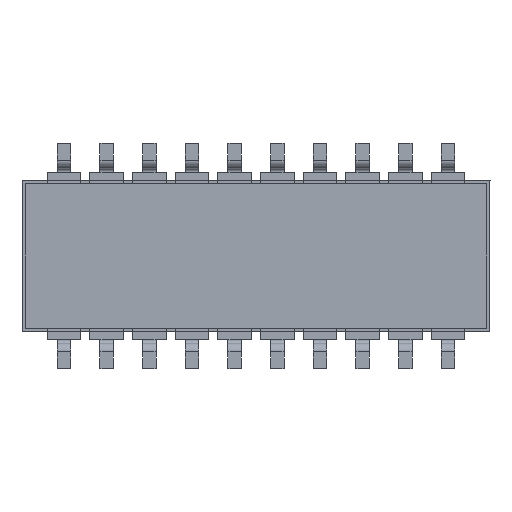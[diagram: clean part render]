
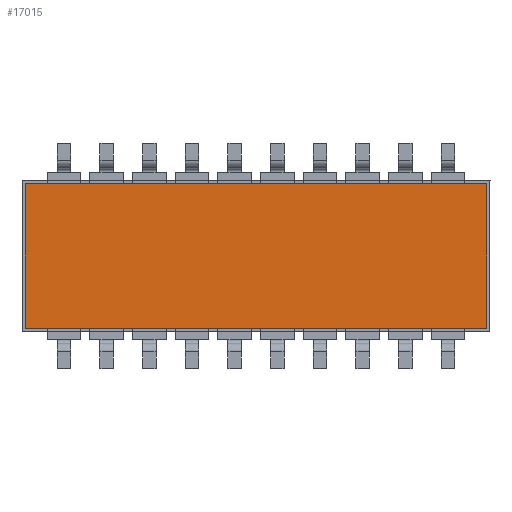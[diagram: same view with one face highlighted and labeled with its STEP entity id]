
A CAD part, front view. The second image highlights one B-rep face of the part: STEP entity #17015.
In plain terms, the highlighted planar face has unit normal (0, -1, 0).
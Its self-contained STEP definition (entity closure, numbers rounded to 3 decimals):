
#9094=DIRECTION('',(-1.,0.,0.));
#9095=VECTOR('',#9094,13.73);
#9096=CARTESIAN_POINT('',(6.865,-0.8,2.15));
#9097=LINE('',#9096,#9095);
#9098=DIRECTION('',(0.,0.,1.));
#9099=VECTOR('',#9098,4.3);
#9100=CARTESIAN_POINT('',(6.865,-0.8,-2.15));
#9101=LINE('',#9100,#9099);
#9102=DIRECTION('',(1.,0.,0.));
#9103=VECTOR('',#9102,13.73);
#9104=CARTESIAN_POINT('',(-6.865,-0.8,-2.15));
#9105=LINE('',#9104,#9103);
#9106=DIRECTION('',(0.,0.,-1.));
#9107=VECTOR('',#9106,4.3);
#9108=CARTESIAN_POINT('',(-6.865,-0.8,2.15));
#9109=LINE('',#9108,#9107);
#15427=CARTESIAN_POINT('',(6.865,-0.8,-2.15));
#15428=CARTESIAN_POINT('',(6.865,-0.8,2.15));
#15429=VERTEX_POINT('',#15427);
#15430=VERTEX_POINT('',#15428);
#15463=CARTESIAN_POINT('',(-6.865,-0.8,2.15));
#15464=VERTEX_POINT('',#15463);
#15465=CARTESIAN_POINT('',(-6.865,-0.8,-2.15));
#15466=VERTEX_POINT('',#15465);
#17004=CARTESIAN_POINT('',(-6.865,-0.8,2.15));
#17005=DIRECTION('',(0.,-1.,0.));
#17006=DIRECTION('',(0.,0.,-1.));
#17007=AXIS2_PLACEMENT_3D('',#17004,#17005,#17006);
#17008=PLANE('',#17007);
#17009=ORIENTED_EDGE('',*,*,#16956,.F.);
#17010=ORIENTED_EDGE('',*,*,#16971,.F.);
#17011=ORIENTED_EDGE('',*,*,#16985,.F.);
#17012=ORIENTED_EDGE('',*,*,#16998,.F.);
#17013=EDGE_LOOP('',(#17009,#17010,#17011,#17012));
#17014=FACE_OUTER_BOUND('',#17013,.F.);
#17015=ADVANCED_FACE('',(#17014),#17008,.T.);
#16956=EDGE_CURVE('',#15430,#15464,#9097,.T.);
#16971=EDGE_CURVE('',#15429,#15430,#9101,.T.);
#16985=EDGE_CURVE('',#15466,#15429,#9105,.T.);
#16998=EDGE_CURVE('',#15464,#15466,#9109,.T.);
